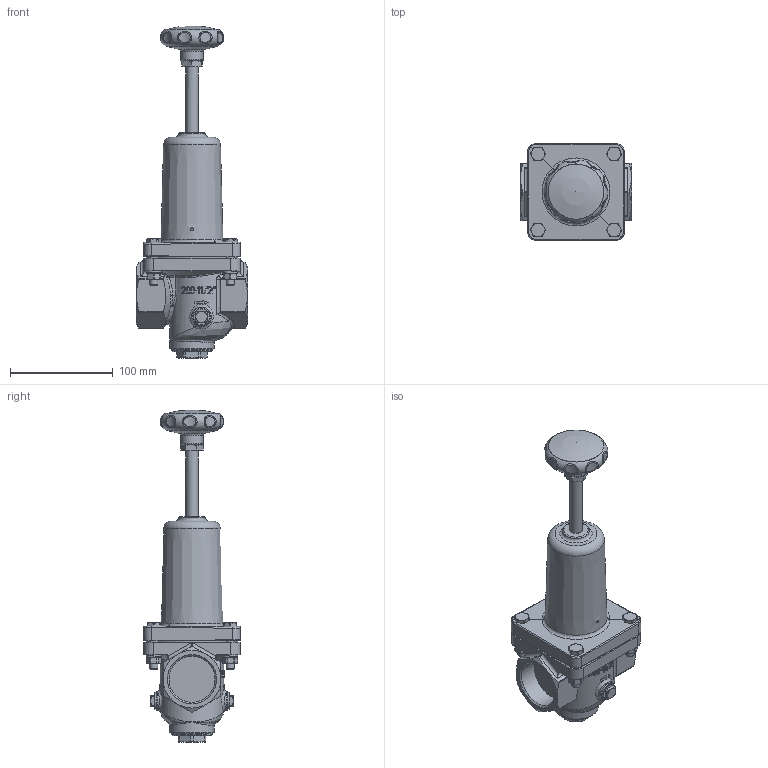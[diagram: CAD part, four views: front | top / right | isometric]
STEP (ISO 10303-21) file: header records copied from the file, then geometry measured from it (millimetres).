
FILE_DESCRIPTION((''),'2;1');
FILE_NAME('002006_002016.stp','2012-01-11T16:47:35',('powierski'),(''),'Autodesk Inventor 2012','Autodesk Inventor 2012','');
FILE_SCHEMA(('AUTOMOTIVE_DESIGN { 1 0 10303 214 1 1 1 1 }'));
Length unit declared in the file: millimetre
Products named in the file (1): 002006_002016_step
Bounding box: 108 x 94 x 322.8 mm (x, y, z)
Volume: 872334.7 mm3; surface area: 102786.2 mm2
Topology: 1 solids, 4 shells, 673 faces, 1685 edges, 1067 vertices
Faces by surface type: plane 232, cylinder 189, cone 145, bspline 82, torus 18, sphere 7
Full cylindrical faces by diameter (mm): 3 x1, 8 x8, 9.5 x8, 10.7 x1, 12 x2, 13 x1, 14 x1, 14.7 x1, 16.5 x2, 19 x2, 22 x1, 26 x1, 40 x1, 43.5 x1, 44.85 x2, 53.8 x1, 89.921 x1
Entity records: 24840 total; most frequent: CARTESIAN_POINT 9513, ORIENTED_EDGE 3162, DIRECTION 2895, EDGE_CURVE 1581, AXIS2_PLACEMENT_3D 1211, VERTEX_POINT 1032, EDGE_LOOP 803, FACE_OUTER_BOUND 673
